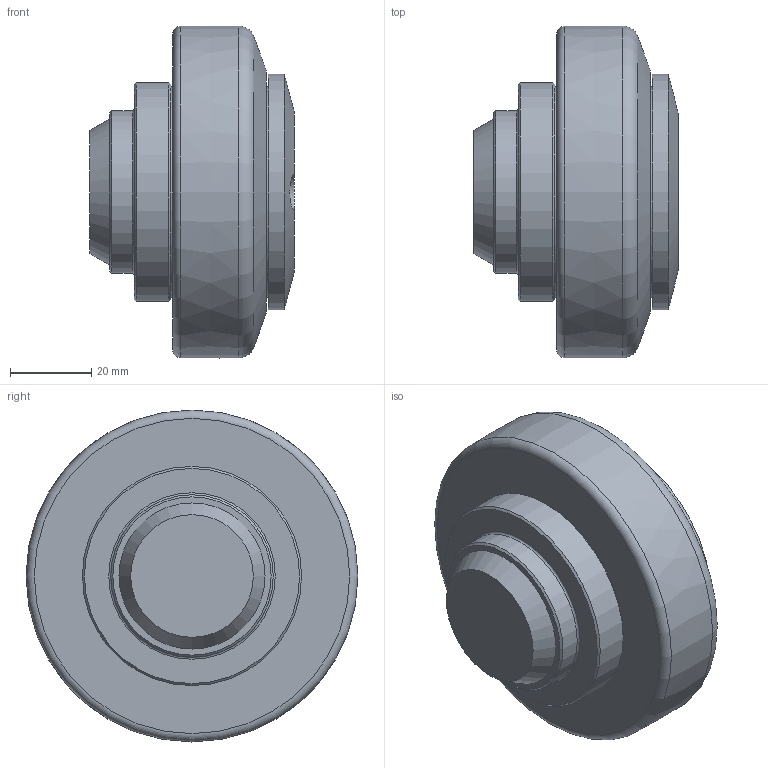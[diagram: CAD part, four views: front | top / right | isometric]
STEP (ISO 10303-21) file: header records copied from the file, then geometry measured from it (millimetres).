
FILE_DESCRIPTION(/* description */ ('-','CAx-IF Rec.Pracs.---Representation and Presentation of Product Manufacturing Information (PMI)---4.0---2014-10-13'),/* implementation_level */ '2;1');
FILE_NAME(/* name */ 'bcdddbea-56c8-46c5-9a69-5a7cedef0ce5.stp',/* time_stamp */ '2020-04-01T16:16:34+02:00',/* author */ ('-'),/* organization */ ('NTI CADcenter A/S'),/* preprocessor_version */ 'ST-DEVELOPER v18',/* originating_system */ 'Autodesk Inventor 2020',/* authorisation */ '-');
FILE_SCHEMA (('AP242_MANAGED_MODEL_BASED_3D_ENGINEERING_MIM_LF { 1 0 10303 442 1 1 4 }'));
Length unit declared in the file: millimetre
Products named in the file (1): PT 080.0362_Kontur
Bounding box: 50.5 x 81.79 x 81.8 mm (x, y, z)
Volume: 164227.7 mm3; surface area: 21760.5 mm2
Topology: 1 solids, 1 shells, 41 faces, 99 edges, 70 vertices
Faces by surface type: plane 14, cylinder 13, cone 10, torus 3, bspline 1
Full cylindrical faces by diameter (mm): 3.242 x2, 4.5 x2, 8.6 x2, 32.9 x1, 40 x1, 46.2 x1, 52 x2, 54 x1, 58 x1
Entity records: 1364 total; most frequent: CARTESIAN_POINT 277, DIRECTION 249, ORIENTED_EDGE 198, AXIS2_PLACEMENT_3D 113, EDGE_CURVE 99, CIRCLE 72, VERTEX_POINT 70, EDGE_LOOP 55
